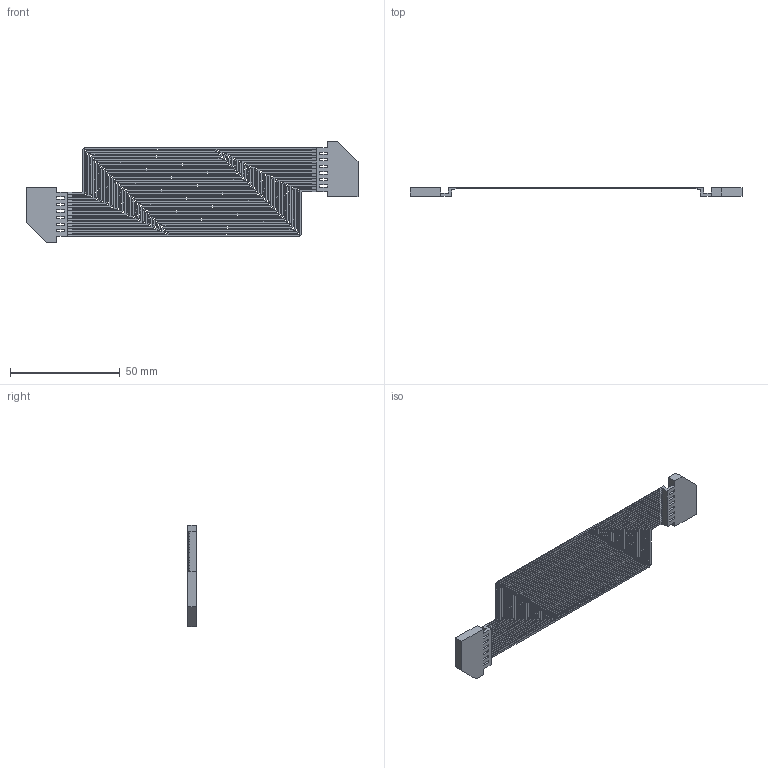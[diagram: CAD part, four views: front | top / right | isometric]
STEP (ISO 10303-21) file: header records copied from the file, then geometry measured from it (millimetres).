
FILE_DESCRIPTION (( 'STEP AP214' ), '1' );
FILE_NAME ('霜耋_秝憤_001_deg75.STEP', '2024-01-10T08:47:50', ( '' ), ( '' ), 'SwSTEP 2.0', 'SolidWorks 2022', '' );
FILE_SCHEMA (( 'AUTOMOTIVE_DESIGN' ));
Length unit declared in the file: millimetre
Products named in the file (1): 流道_阴极_001_deg75
Bounding box: 151.5 x 4 x 46.5 mm (x, y, z)
Volume: 4353.9 mm3; surface area: 11916.2 mm2
Topology: 1 solids, 1 shells, 596 faces, 1866 edges, 1244 vertices
Faces by surface type: plane 366, cylinder 230
Entity records: 20944 total; most frequent: ORIENTED_EDGE 3732, CARTESIAN_POINT 3707, DIRECTION 3520, EDGE_CURVE 1866, LINE 1406, VECTOR 1406, VERTEX_POINT 1244, AXIS2_PLACEMENT_3D 1057
